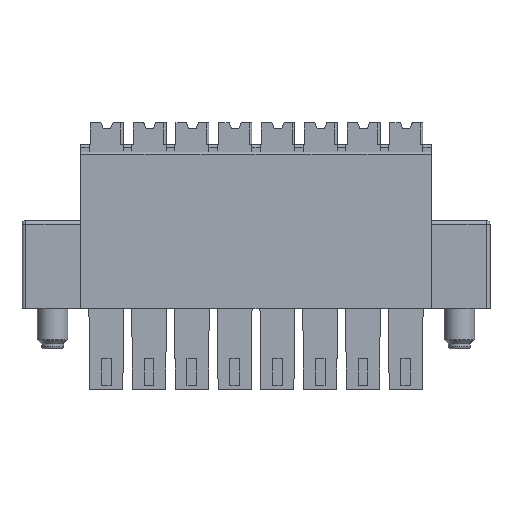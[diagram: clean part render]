
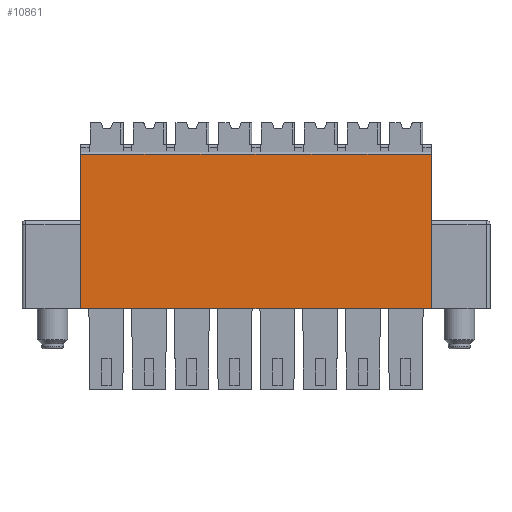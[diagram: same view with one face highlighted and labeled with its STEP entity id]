
A CAD part, top view. The second image highlights one B-rep face of the part: STEP entity #10861.
In plain terms, the highlighted planar face has unit normal (0, 0, 1).
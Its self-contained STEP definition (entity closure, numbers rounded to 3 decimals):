
#1611=DIRECTION('',(-1.,0.,0.));
#1612=VECTOR('',#1611,28.7);
#1613=CARTESIAN_POINT('',(33.5,6.6,0.));
#1614=LINE('',#1613,#1612);
#1615=DIRECTION('',(0.,1.,0.));
#1616=VECTOR('',#1615,12.6);
#1617=CARTESIAN_POINT('',(4.8,6.6,0.));
#1618=LINE('',#1617,#1616);
#1623=DIRECTION('',(-1.,0.,0.));
#1624=VECTOR('',#1623,3.85);
#1625=CARTESIAN_POINT('',(33.5,19.2,0.));
#1626=LINE('',#1625,#1624);
#1627=DIRECTION('',(-1.,0.,0.));
#1628=VECTOR('',#1627,3.5);
#1629=CARTESIAN_POINT('',(29.65,19.2,0.));
#1630=LINE('',#1629,#1628);
#1631=DIRECTION('',(-1.,0.,0.));
#1632=VECTOR('',#1631,3.5);
#1633=CARTESIAN_POINT('',(26.15,19.2,0.));
#1634=LINE('',#1633,#1632);
#1635=DIRECTION('',(-1.,0.,0.));
#1636=VECTOR('',#1635,3.5);
#1637=CARTESIAN_POINT('',(22.65,19.2,0.));
#1638=LINE('',#1637,#1636);
#1639=DIRECTION('',(-1.,0.,0.));
#1640=VECTOR('',#1639,3.5);
#1641=CARTESIAN_POINT('',(19.15,19.2,0.));
#1642=LINE('',#1641,#1640);
#1643=DIRECTION('',(-1.,0.,0.));
#1644=VECTOR('',#1643,3.5);
#1645=CARTESIAN_POINT('',(15.65,19.2,0.));
#1646=LINE('',#1645,#1644);
#1647=DIRECTION('',(-1.,0.,0.));
#1648=VECTOR('',#1647,3.5);
#1649=CARTESIAN_POINT('',(12.15,19.2,0.));
#1650=LINE('',#1649,#1648);
#1651=DIRECTION('',(-1.,0.,0.));
#1652=VECTOR('',#1651,3.85);
#1653=CARTESIAN_POINT('',(8.65,19.2,0.));
#1654=LINE('',#1653,#1652);
#2179=DIRECTION('',(0.,1.,0.));
#2180=VECTOR('',#2179,12.6);
#2181=CARTESIAN_POINT('',(33.5,6.6,0.));
#2182=LINE('',#2181,#2180);
#6524=CARTESIAN_POINT('',(4.8,19.2,0.));
#6526=VERTEX_POINT('',#6524);
#6533=CARTESIAN_POINT('',(4.8,6.6,0.));
#6534=VERTEX_POINT('',#6533);
#8046=CARTESIAN_POINT('',(33.5,6.6,0.));
#8048=VERTEX_POINT('',#8046);
#8057=CARTESIAN_POINT('',(33.5,19.2,0.));
#8058=VERTEX_POINT('',#8057);
#8349=CARTESIAN_POINT('',(8.65,19.2,0.));
#8350=VERTEX_POINT('',#8349);
#8367=CARTESIAN_POINT('',(12.15,19.2,0.));
#8368=VERTEX_POINT('',#8367);
#8379=CARTESIAN_POINT('',(15.65,19.2,0.));
#8380=VERTEX_POINT('',#8379);
#8391=CARTESIAN_POINT('',(19.15,19.2,0.));
#8392=VERTEX_POINT('',#8391);
#8403=CARTESIAN_POINT('',(22.65,19.2,0.));
#8404=VERTEX_POINT('',#8403);
#8415=CARTESIAN_POINT('',(26.15,19.2,0.));
#8416=VERTEX_POINT('',#8415);
#8429=CARTESIAN_POINT('',(29.65,19.2,0.));
#8430=VERTEX_POINT('',#8429);
#10834=CARTESIAN_POINT('',(6.725,12.9,0.));
#10835=DIRECTION('',(0.,0.,1.));
#10836=DIRECTION('',(0.,-1.,0.));
#10837=AXIS2_PLACEMENT_3D('',#10834,#10835,#10836);
#10838=PLANE('',#10837);
#10840=ORIENTED_EDGE('',*,*,#10839,.F.);
#10842=ORIENTED_EDGE('',*,*,#10841,.F.);
#10844=ORIENTED_EDGE('',*,*,#10843,.F.);
#10845=ORIENTED_EDGE('',*,*,#8662,.T.);
#10846=ORIENTED_EDGE('',*,*,#8622,.T.);
#10848=ORIENTED_EDGE('',*,*,#10847,.F.);
#10850=ORIENTED_EDGE('',*,*,#10849,.F.);
#10852=ORIENTED_EDGE('',*,*,#10851,.F.);
#10854=ORIENTED_EDGE('',*,*,#10853,.F.);
#10856=ORIENTED_EDGE('',*,*,#10855,.F.);
#10858=ORIENTED_EDGE('',*,*,#10857,.F.);
#10859=EDGE_LOOP('',(#10840,#10842,#10844,#10845,#10846,#10848,#10850,#10852,
#10854,#10856,#10858));
#10860=FACE_OUTER_BOUND('',#10859,.F.);
#8622=EDGE_CURVE('',#6534,#6526,#1618,.T.);
#8662=EDGE_CURVE('',#8048,#6534,#1614,.T.);
#10839=EDGE_CURVE('',#8430,#8416,#1630,.T.);
#10841=EDGE_CURVE('',#8058,#8430,#1626,.T.);
#10843=EDGE_CURVE('',#8048,#8058,#2182,.T.);
#10847=EDGE_CURVE('',#8350,#6526,#1654,.T.);
#10849=EDGE_CURVE('',#8368,#8350,#1650,.T.);
#10851=EDGE_CURVE('',#8380,#8368,#1646,.T.);
#10853=EDGE_CURVE('',#8392,#8380,#1642,.T.);
#10855=EDGE_CURVE('',#8404,#8392,#1638,.T.);
#10857=EDGE_CURVE('',#8416,#8404,#1634,.T.);
#10861=ADVANCED_FACE('',(#10860),#10838,.T.);
